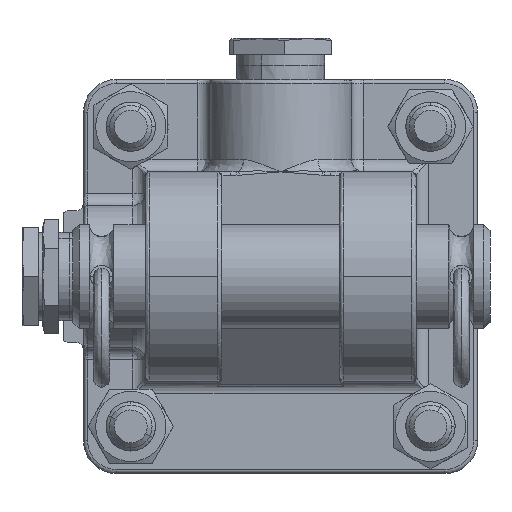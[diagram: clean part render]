
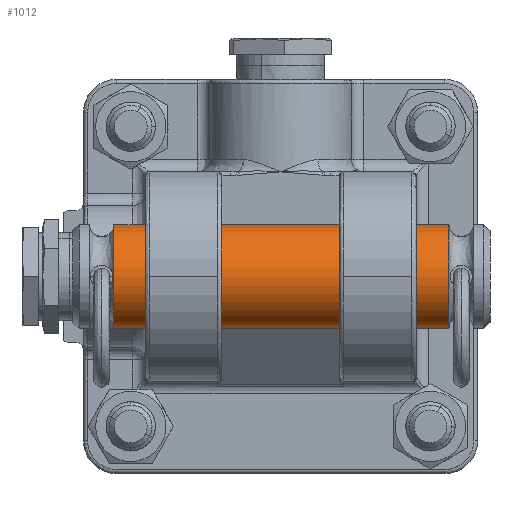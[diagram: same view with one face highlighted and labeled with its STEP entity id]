
A CAD part, left-side view. The second image highlights one B-rep face of the part: STEP entity #1012.
In plain terms, the highlighted cylindrical face has radius 12.65 mm (diameter 25.3 mm), a partial arc.
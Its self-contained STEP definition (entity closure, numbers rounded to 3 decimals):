
#611 = VERTEX_POINT ( 'NONE', #15130 ) ;
#627 = CARTESIAN_POINT ( 'NONE',  ( 10., 0., 12.65 ) ) ;
#1012 = ADVANCED_FACE ( 'NONE', ( #38022 ), #14246, .T. ) ;
#1114 = VERTEX_POINT ( 'NONE', #26258 ) ;
#2437 = AXIS2_PLACEMENT_3D ( 'NONE', #36601, #2711, #25733 ) ;
#2711 = DIRECTION ( 'NONE',  ( 1., 0., 0. ) ) ;
#2754 = CIRCLE ( 'NONE', #37422, 12.65 ) ;
#4146 = VECTOR ( 'NONE', #27628, 1000. ) ;
#5184 = CARTESIAN_POINT ( 'NONE',  ( 91.6, 0., 0. ) ) ;
#6458 = CARTESIAN_POINT ( 'NONE',  ( 10., 0., 0. ) ) ;
#6772 = CIRCLE ( 'NONE', #25551, 12.65 ) ;
#7758 = ORIENTED_EDGE ( 'NONE', *, *, #33104, .T. ) ;
#8400 = ORIENTED_EDGE ( 'NONE', *, *, #26967, .T. ) ;
#8519 = DIRECTION ( 'NONE',  ( -1., 0., 0. ) ) ;
#9941 = EDGE_LOOP ( 'NONE', ( #37267, #7758, #17587, #33655, #11197, #8400 ) ) ;
#10523 = EDGE_CURVE ( 'NONE', #35752, #611, #6772, .T. ) ;
#11197 = ORIENTED_EDGE ( 'NONE', *, *, #10523, .T. ) ;
#11671 = DIRECTION ( 'NONE',  ( 0., 0., -1. ) ) ;
#12893 = LINE ( 'NONE', #31700, #4146 ) ;
#14246 = CYLINDRICAL_SURFACE ( 'NONE', #40657, 12.65 ) ;
#14506 = EDGE_CURVE ( 'NONE', #39908, #1114, #2754, .T. ) ;
#14705 = CIRCLE ( 'NONE', #2437, 12.65 ) ;
#14983 = CARTESIAN_POINT ( 'NONE',  ( 91.6, 0., 12.65 ) ) ;
#15130 = CARTESIAN_POINT ( 'NONE',  ( 91.6, -12.65, 0. ) ) ;
#17232 = DIRECTION ( 'NONE',  ( 1., 0., 0. ) ) ;
#17587 = ORIENTED_EDGE ( 'NONE', *, *, #14506, .T. ) ;
#24143 = VERTEX_POINT ( 'NONE', #28192 ) ;
#25551 = AXIS2_PLACEMENT_3D ( 'NONE', #29440, #42742, #39581 ) ;
#25733 = DIRECTION ( 'NONE',  ( 0., 0., -1. ) ) ;
#26258 = CARTESIAN_POINT ( 'NONE',  ( 10., 0., -12.65 ) ) ;
#26967 = EDGE_CURVE ( 'NONE', #611, #30362, #38062, .T. ) ;
#27628 = DIRECTION ( 'NONE',  ( 1., 0., 0. ) ) ;
#28084 = CARTESIAN_POINT ( 'NONE',  ( 10., -12.65, 0. ) ) ;
#28192 = CARTESIAN_POINT ( 'NONE',  ( 10., 0., 12.65 ) ) ;
#29061 = AXIS2_PLACEMENT_3D ( 'NONE', #5184, #8519, #11671 ) ;
#29146 = CARTESIAN_POINT ( 'NONE',  ( 10., 0., 0. ) ) ;
#29440 = CARTESIAN_POINT ( 'NONE',  ( 91.6, 0., 0. ) ) ;
#29747 = DIRECTION ( 'NONE',  ( 0., 0., -1. ) ) ;
#30362 = VERTEX_POINT ( 'NONE', #14983 ) ;
#31700 = CARTESIAN_POINT ( 'NONE',  ( 10., 0., -12.65 ) ) ;
#32739 = VECTOR ( 'NONE', #17232, 1000. ) ;
#33104 = EDGE_CURVE ( 'NONE', #24143, #39908, #14705, .T. ) ;
#33655 = ORIENTED_EDGE ( 'NONE', *, *, #34120, .T. ) ;
#34120 = EDGE_CURVE ( 'NONE', #1114, #35752, #12893, .T. ) ;
#35752 = VERTEX_POINT ( 'NONE', #36463 ) ;
#35952 = DIRECTION ( 'NONE',  ( 0., 0., -1. ) ) ;
#36362 = EDGE_CURVE ( 'NONE', #24143, #30362, #41546, .T. ) ;
#36463 = CARTESIAN_POINT ( 'NONE',  ( 91.6, 0., -12.65 ) ) ;
#36601 = CARTESIAN_POINT ( 'NONE',  ( 10., 0., 0. ) ) ;
#37267 = ORIENTED_EDGE ( 'NONE', *, *, #36362, .F. ) ;
#37422 = AXIS2_PLACEMENT_3D ( 'NONE', #29146, #42022, #35952 ) ;
#38022 = FACE_OUTER_BOUND ( 'NONE', #9941, .T. ) ;
#38062 = CIRCLE ( 'NONE', #29061, 12.65 ) ;
#39581 = DIRECTION ( 'NONE',  ( 0., 0., -1. ) ) ;
#39908 = VERTEX_POINT ( 'NONE', #28084 ) ;
#40657 = AXIS2_PLACEMENT_3D ( 'NONE', #6458, #42767, #29747 ) ;
#41546 = LINE ( 'NONE', #627, #32739 ) ;
#42022 = DIRECTION ( 'NONE',  ( 1., 0., 0. ) ) ;
#42742 = DIRECTION ( 'NONE',  ( -1., 0., 0. ) ) ;
#42767 = DIRECTION ( 'NONE',  ( 1., 0., 0. ) ) ;
